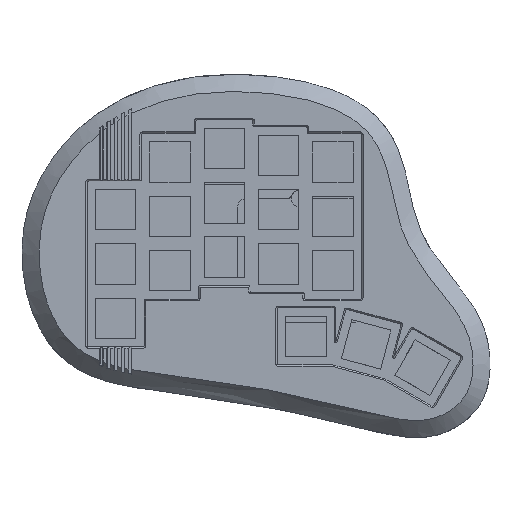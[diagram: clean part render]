
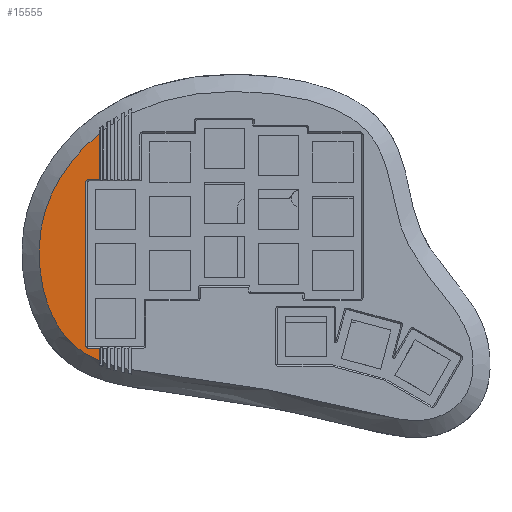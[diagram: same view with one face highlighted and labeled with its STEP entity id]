
A CAD part, top view. The second image highlights one B-rep face of the part: STEP entity #15555.
In plain terms, the highlighted planar face has unit normal (0, 0, 1).
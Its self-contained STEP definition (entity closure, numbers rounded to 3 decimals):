
#397=PLANE('',#16655);
#1100=FACE_OUTER_BOUND('',#1967,.T.);
#1967=EDGE_LOOP('',(#12255,#12256,#12257,#12258,#12259,#12260,#12261,#12262,
#12263,#12264));
#2535=B_SPLINE_CURVE_WITH_KNOTS('',3,(#24882,#24883,#24884,#24885,#24886,
#24887,#24888),.UNSPECIFIED.,.F.,.F.,(4,3,4),(0.022,0.025,
0.026),.UNSPECIFIED.);
#2546=B_SPLINE_CURVE_WITH_KNOTS('',3,(#25232,#25233,#25234,#25235,#25236,
#25237,#25238,#25239,#25240,#25241,#25242,#25243,#25244,#25245,#25246),
 .UNSPECIFIED.,.F.,.F.,(4,1,1,1,1,1,1,1,1,1,1,1,4),(-0.71,
-0.69,-0.667,-0.643,-0.619,
-0.595,-0.571,-0.548,-0.536,
-0.524,-0.5,-0.476,-0.471),
 .UNSPECIFIED.);
#2692=B_SPLINE_CURVE_WITH_KNOTS('',3,(#28042,#28043,#28044,#28045,#28046,
#28047,#28048,#28049,#28050,#28051),.UNSPECIFIED.,.F.,.F.,(4,3,3,4),(0.,
0.002,0.003,0.005),
 .UNSPECIFIED.);
#3119=LINE('',#24938,#4765);
#3326=LINE('',#28143,#4972);
#3334=LINE('',#28193,#4980);
#3335=LINE('',#28197,#4981);
#3336=LINE('',#28200,#4982);
#4765=VECTOR('',#18496,10.);
#4972=VECTOR('',#19049,10.);
#4980=VECTOR('',#19075,10.);
#4981=VECTOR('',#19078,10.);
#4982=VECTOR('',#19081,10.);
#6238=CIRCLE('',#16656,1.);
#6239=CIRCLE('',#16657,1.);
#6824=VERTEX_POINT('',#24849);
#6825=VERTEX_POINT('',#24881);
#6828=VERTEX_POINT('',#24937);
#6841=VERTEX_POINT('',#25231);
#7118=VERTEX_POINT('',#28041);
#7124=VERTEX_POINT('',#28138);
#7129=VERTEX_POINT('',#28192);
#7130=VERTEX_POINT('',#28194);
#7131=VERTEX_POINT('',#28196);
#7132=VERTEX_POINT('',#28198);
#8536=EDGE_CURVE('',#6824,#6825,#2535,.T.);
#8540=EDGE_CURVE('',#6828,#6824,#3119,.T.);
#8566=EDGE_CURVE('',#6825,#6841,#2546,.T.);
#8969=EDGE_CURVE('',#6841,#7118,#2692,.T.);
#8978=EDGE_CURVE('',#7118,#7124,#3326,.T.);
#8991=EDGE_CURVE('',#7129,#6828,#3334,.T.);
#8992=EDGE_CURVE('',#7130,#7129,#6238,.T.);
#8993=EDGE_CURVE('',#7131,#7130,#3335,.T.);
#8994=EDGE_CURVE('',#7132,#7131,#6239,.T.);
#8995=EDGE_CURVE('',#7124,#7132,#3336,.T.);
#12255=ORIENTED_EDGE('',*,*,#8540,.F.);
#12256=ORIENTED_EDGE('',*,*,#8991,.F.);
#12257=ORIENTED_EDGE('',*,*,#8992,.F.);
#12258=ORIENTED_EDGE('',*,*,#8993,.F.);
#12259=ORIENTED_EDGE('',*,*,#8994,.F.);
#12260=ORIENTED_EDGE('',*,*,#8995,.F.);
#12261=ORIENTED_EDGE('',*,*,#8978,.F.);
#12262=ORIENTED_EDGE('',*,*,#8969,.F.);
#12263=ORIENTED_EDGE('',*,*,#8566,.F.);
#12264=ORIENTED_EDGE('',*,*,#8536,.F.);
#15555=ADVANCED_FACE('',(#1100),#397,.T.);
#16655=AXIS2_PLACEMENT_3D('',#28191,#19073,#19074);
#16656=AXIS2_PLACEMENT_3D('',#28195,#19076,#19077);
#16657=AXIS2_PLACEMENT_3D('',#28199,#19079,#19080);
#18496=DIRECTION('',(0.,-1.,0.));
#19049=DIRECTION('',(0.,-1.,0.));
#19073=DIRECTION('center_axis',(0.,0.,1.));
#19074=DIRECTION('ref_axis',(1.,0.,0.));
#19075=DIRECTION('',(1.,0.,0.));
#19076=DIRECTION('center_axis',(0.,0.,1.));
#19077=DIRECTION('ref_axis',(-0.707,-0.707,0.));
#19078=DIRECTION('',(0.,-1.,0.));
#19079=DIRECTION('center_axis',(0.,0.,1.));
#19080=DIRECTION('ref_axis',(-0.707,0.707,0.));
#19081=DIRECTION('',(-1.,0.,0.));
#24849=CARTESIAN_POINT('',(-43.7,-36.393,9.));
#24881=CARTESIAN_POINT('',(-43.726,-36.387,9.));
#24882=CARTESIAN_POINT('Ctrl Pts',(-43.7,-36.392,
9.));
#24883=CARTESIAN_POINT('Ctrl Pts',(-43.708,-36.392,9.));
#24884=CARTESIAN_POINT('Ctrl Pts',(-43.715,-36.391,
9.));
#24885=CARTESIAN_POINT('Ctrl Pts',(-43.723,-36.389,9.));
#24886=CARTESIAN_POINT('Ctrl Pts',(-43.724,-36.388,
9.));
#24887=CARTESIAN_POINT('Ctrl Pts',(-43.725,-36.388,9.));
#24888=CARTESIAN_POINT('Ctrl Pts',(-43.726,-36.387,
9.));
#24937=CARTESIAN_POINT('',(-43.7,-31.981,9.));
#24938=CARTESIAN_POINT('',(-43.7,-23.286,9.));
#25231=CARTESIAN_POINT('',(-43.744,43.396,9.));
#25232=CARTESIAN_POINT('Ctrl Pts',(-43.729,-36.389,
9.));
#25233=CARTESIAN_POINT('Ctrl Pts',(-46.166,-35.416,
9.));
#25234=CARTESIAN_POINT('Ctrl Pts',(-50.985,-32.843,9.));
#25235=CARTESIAN_POINT('Ctrl Pts',(-56.767,-27.22,
9.));
#25236=CARTESIAN_POINT('Ctrl Pts',(-61.415,-18.975,
9.));
#25237=CARTESIAN_POINT('Ctrl Pts',(-64.274,-9.187,
9.));
#25238=CARTESIAN_POINT('Ctrl Pts',(-65.273,1.016,9.));
#25239=CARTESIAN_POINT('Ctrl Pts',(-64.477,10.618,9.));
#25240=CARTESIAN_POINT('Ctrl Pts',(-62.47,17.849,9.));
#25241=CARTESIAN_POINT('Ctrl Pts',(-60.102,23.321,9.));
#25242=CARTESIAN_POINT('Ctrl Pts',(-57.231,28.626,9.));
#25243=CARTESIAN_POINT('Ctrl Pts',(-52.661,35.041,9.));
#25244=CARTESIAN_POINT('Ctrl Pts',(-47.534,40.303,9.));
#25245=CARTESIAN_POINT('Ctrl Pts',(-44.303,42.954,9.));
#25246=CARTESIAN_POINT('Ctrl Pts',(-43.741,43.399,9.));
#28041=CARTESIAN_POINT('',(-43.7,43.413,9.));
#28042=CARTESIAN_POINT('Ctrl Pts',(-43.744,43.396,9.));
#28043=CARTESIAN_POINT('Ctrl Pts',(-43.739,43.401,9.));
#28044=CARTESIAN_POINT('Ctrl Pts',(-43.733,43.404,9.));
#28045=CARTESIAN_POINT('Ctrl Pts',(-43.727,43.407,9.));
#28046=CARTESIAN_POINT('Ctrl Pts',(-43.724,43.408,9.));
#28047=CARTESIAN_POINT('Ctrl Pts',(-43.721,43.409,9.));
#28048=CARTESIAN_POINT('Ctrl Pts',(-43.717,43.41,9.));
#28049=CARTESIAN_POINT('Ctrl Pts',(-43.712,43.412,9.));
#28050=CARTESIAN_POINT('Ctrl Pts',(-43.706,43.413,9.));
#28051=CARTESIAN_POINT('Ctrl Pts',(-43.7,43.413,9.));
#28138=CARTESIAN_POINT('',(-43.7,27.219,9.));
#28143=CARTESIAN_POINT('',(-43.7,-23.286,9.));
#28191=CARTESIAN_POINT('Origin',(11.212,0.297,9.));
#28192=CARTESIAN_POINT('',(-47.65,-31.981,9.));
#28193=CARTESIAN_POINT('',(-18.469,-31.981,9.));
#28194=CARTESIAN_POINT('',(-48.65,-30.981,9.));
#28195=CARTESIAN_POINT('Origin',(-47.65,-30.981,9.));
#28196=CARTESIAN_POINT('',(-48.65,26.219,9.));
#28197=CARTESIAN_POINT('',(-48.65,13.508,9.));
#28198=CARTESIAN_POINT('',(-47.65,27.219,9.));
#28199=CARTESIAN_POINT('Origin',(-47.65,26.219,9.));
#28200=CARTESIAN_POINT('',(-8.944,27.219,9.));
